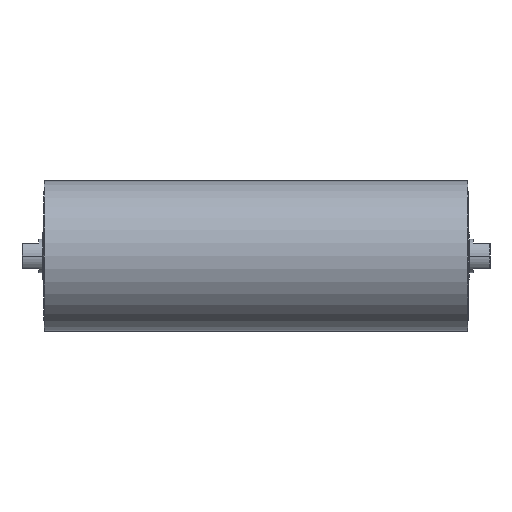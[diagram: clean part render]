
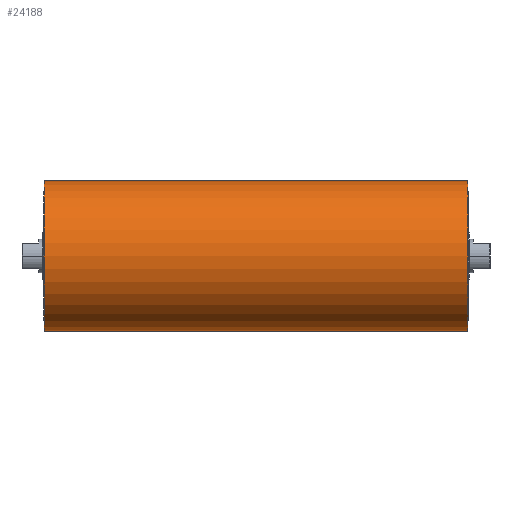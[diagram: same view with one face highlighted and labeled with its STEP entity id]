
A CAD part, front view. The second image highlights one B-rep face of the part: STEP entity #24188.
In plain terms, the highlighted cylindrical face has radius 44.5 mm (diameter 89 mm), a partial arc.
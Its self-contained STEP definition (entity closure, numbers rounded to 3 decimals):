
#405 = DIRECTION ( 'NONE',  ( 1., 0., 0. ) ) ;
#503 = VERTEX_POINT ( 'NONE', #5913 ) ;
#944 = DIRECTION ( 'NONE',  ( 0., 0., -1. ) ) ;
#1983 = EDGE_CURVE ( 'NONE', #8135, #13666, #3092, .T. ) ;
#2229 = VERTEX_POINT ( 'NONE', #24416 ) ;
#3092 = LINE ( 'NONE', #9886, #21056 ) ;
#3462 = ORIENTED_EDGE ( 'NONE', *, *, #12289, .F. ) ;
#3731 = ORIENTED_EDGE ( 'NONE', *, *, #1983, .F. ) ;
#5913 = CARTESIAN_POINT ( 'NONE',  ( 0., 0., 44.5 ) ) ;
#7303 = CYLINDRICAL_SURFACE ( 'NONE', #20572, 44.5 ) ;
#7854 = DIRECTION ( 'NONE',  ( 1., 0., 0. ) ) ;
#8135 = VERTEX_POINT ( 'NONE', #10740 ) ;
#8977 = CIRCLE ( 'NONE', #24175, 44.5 ) ;
#9090 = EDGE_CURVE ( 'NONE', #2229, #503, #26800, .T. ) ;
#9480 = CARTESIAN_POINT ( 'NONE',  ( 0., 0., 0. ) ) ;
#9886 = CARTESIAN_POINT ( 'NONE',  ( 250., 0., -44.5 ) ) ;
#10576 = ORIENTED_EDGE ( 'NONE', *, *, #17437, .T. ) ;
#10740 = CARTESIAN_POINT ( 'NONE',  ( 250., 0., -44.5 ) ) ;
#11801 = DIRECTION ( 'NONE',  ( -1., 0., 0. ) ) ;
#12289 = EDGE_CURVE ( 'NONE', #2229, #8135, #8977, .T. ) ;
#13169 = CARTESIAN_POINT ( 'NONE',  ( 250., 0., 0. ) ) ;
#13666 = VERTEX_POINT ( 'NONE', #22708 ) ;
#14421 = VECTOR ( 'NONE', #16149, 1000. ) ;
#14609 = CARTESIAN_POINT ( 'NONE',  ( 250., 0., 0. ) ) ;
#16144 = DIRECTION ( 'NONE',  ( 0., 0., -1. ) ) ;
#16149 = DIRECTION ( 'NONE',  ( -1., 0., 0. ) ) ;
#16635 = DIRECTION ( 'NONE',  ( -1., 0., 0. ) ) ;
#17437 = EDGE_CURVE ( 'NONE', #503, #13666, #20064, .T. ) ;
#17925 = CARTESIAN_POINT ( 'NONE',  ( 250., 0., 44.5 ) ) ;
#19854 = ORIENTED_EDGE ( 'NONE', *, *, #9090, .T. ) ;
#20064 = CIRCLE ( 'NONE', #25737, 44.5 ) ;
#20572 = AXIS2_PLACEMENT_3D ( 'NONE', #14609, #16635, #22891 ) ;
#21056 = VECTOR ( 'NONE', #11801, 1000. ) ;
#22708 = CARTESIAN_POINT ( 'NONE',  ( 0., 0., -44.5 ) ) ;
#22891 = DIRECTION ( 'NONE',  ( 0., 0., 1. ) ) ;
#24175 = AXIS2_PLACEMENT_3D ( 'NONE', #13169, #405, #944 ) ;
#24188 = ADVANCED_FACE ( 'NONE', ( #25940 ), #7303, .T. ) ;
#24416 = CARTESIAN_POINT ( 'NONE',  ( 250., 0., 44.5 ) ) ;
#25737 = AXIS2_PLACEMENT_3D ( 'NONE', #9480, #7854, #16144 ) ;
#25828 = EDGE_LOOP ( 'NONE', ( #3731, #3462, #19854, #10576 ) ) ;
#25940 = FACE_OUTER_BOUND ( 'NONE', #25828, .T. ) ;
#26800 = LINE ( 'NONE', #17925, #14421 ) ;
